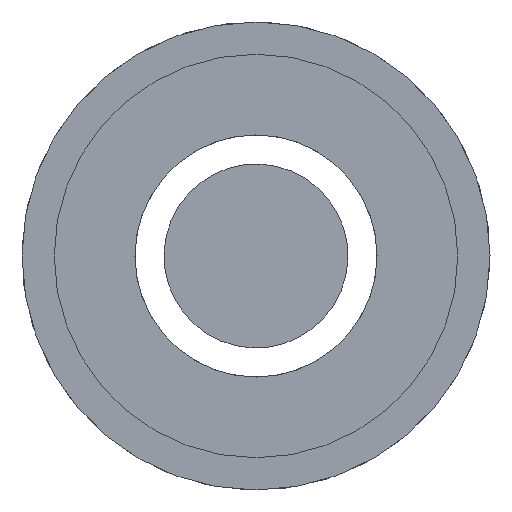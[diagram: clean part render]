
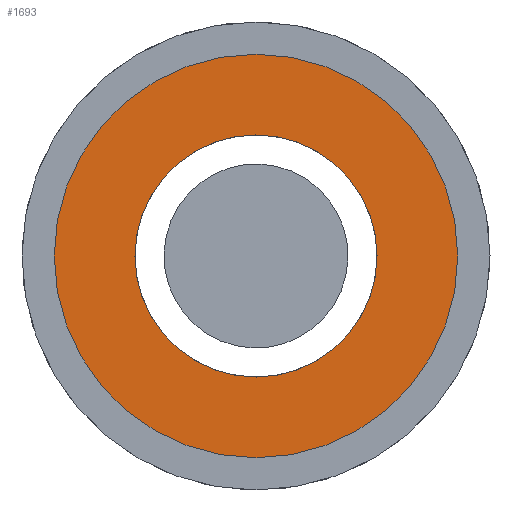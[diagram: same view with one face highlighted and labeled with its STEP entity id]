
A CAD part, left-side view. The second image highlights one B-rep face of the part: STEP entity #1693.
In plain terms, the highlighted planar face has unit normal (-1, 0, 0).
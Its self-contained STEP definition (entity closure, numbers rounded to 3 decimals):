
#31 = EDGE_CURVE ( 'NONE', #2151, #1352, #647, .T. ) ;
#108 = DIRECTION ( 'NONE',  ( 1., 0., 0. ) ) ;
#157 = DIRECTION ( 'NONE',  ( 0., 1., 0. ) ) ;
#223 = CARTESIAN_POINT ( 'NONE',  ( -67., 12.5, 0. ) ) ;
#234 = CIRCLE ( 'NONE', #999, 7.5 ) ;
#323 = DIRECTION ( 'NONE',  ( 0., 1., 0. ) ) ;
#366 = PLANE ( 'NONE',  #918 ) ;
#374 = AXIS2_PLACEMENT_3D ( 'NONE', #2196, #108, #1037 ) ;
#452 = ORIENTED_EDGE ( 'NONE', *, *, #2000, .T. ) ;
#540 = CARTESIAN_POINT ( 'NONE',  ( -67., 0., 0. ) ) ;
#647 = CIRCLE ( 'NONE', #1213, 12.5 ) ;
#698 = CIRCLE ( 'NONE', #374, 7.5 ) ;
#704 = EDGE_LOOP ( 'NONE', ( #2110, #452 ) ) ;
#765 = EDGE_LOOP ( 'NONE', ( #1638, #945 ) ) ;
#798 = CARTESIAN_POINT ( 'NONE',  ( -67., -7.5, 0. ) ) ;
#802 = CARTESIAN_POINT ( 'NONE',  ( -67., 0., 0. ) ) ;
#873 = CARTESIAN_POINT ( 'NONE',  ( -67., -12.5, 0. ) ) ;
#880 = VERTEX_POINT ( 'NONE', #2188 ) ;
#881 = DIRECTION ( 'NONE',  ( 1., 0., 0. ) ) ;
#918 = AXIS2_PLACEMENT_3D ( 'NONE', #929, #2257, #157 ) ;
#929 = CARTESIAN_POINT ( 'NONE',  ( -67., -7.5, 0. ) ) ;
#945 = ORIENTED_EDGE ( 'NONE', *, *, #31, .F. ) ;
#964 = CIRCLE ( 'NONE', #2380, 12.5 ) ;
#999 = AXIS2_PLACEMENT_3D ( 'NONE', #540, #1871, #1502 ) ;
#1037 = DIRECTION ( 'NONE',  ( 0., 1., 0. ) ) ;
#1199 = DIRECTION ( 'NONE',  ( 1., 0., 0. ) ) ;
#1213 = AXIS2_PLACEMENT_3D ( 'NONE', #802, #1199, #1978 ) ;
#1250 = CARTESIAN_POINT ( 'NONE',  ( -67., 0., 0. ) ) ;
#1352 = VERTEX_POINT ( 'NONE', #223 ) ;
#1456 = VERTEX_POINT ( 'NONE', #798 ) ;
#1502 = DIRECTION ( 'NONE',  ( 0., 1., 0. ) ) ;
#1638 = ORIENTED_EDGE ( 'NONE', *, *, #2124, .F. ) ;
#1693 = ADVANCED_FACE ( 'NONE', ( #2276, #2301 ), #366, .F. ) ;
#1871 = DIRECTION ( 'NONE',  ( 1., 0., 0. ) ) ;
#1978 = DIRECTION ( 'NONE',  ( 0., 1., 0. ) ) ;
#2000 = EDGE_CURVE ( 'NONE', #1456, #880, #698, .T. ) ;
#2110 = ORIENTED_EDGE ( 'NONE', *, *, #2309, .T. ) ;
#2124 = EDGE_CURVE ( 'NONE', #1352, #2151, #964, .T. ) ;
#2151 = VERTEX_POINT ( 'NONE', #873 ) ;
#2188 = CARTESIAN_POINT ( 'NONE',  ( -67., 7.5, 0. ) ) ;
#2196 = CARTESIAN_POINT ( 'NONE',  ( -67., 0., 0. ) ) ;
#2257 = DIRECTION ( 'NONE',  ( 1., 0., 0. ) ) ;
#2276 = FACE_OUTER_BOUND ( 'NONE', #765, .T. ) ;
#2301 = FACE_BOUND ( 'NONE', #704, .T. ) ;
#2309 = EDGE_CURVE ( 'NONE', #880, #1456, #234, .T. ) ;
#2380 = AXIS2_PLACEMENT_3D ( 'NONE', #1250, #881, #323 ) ;
